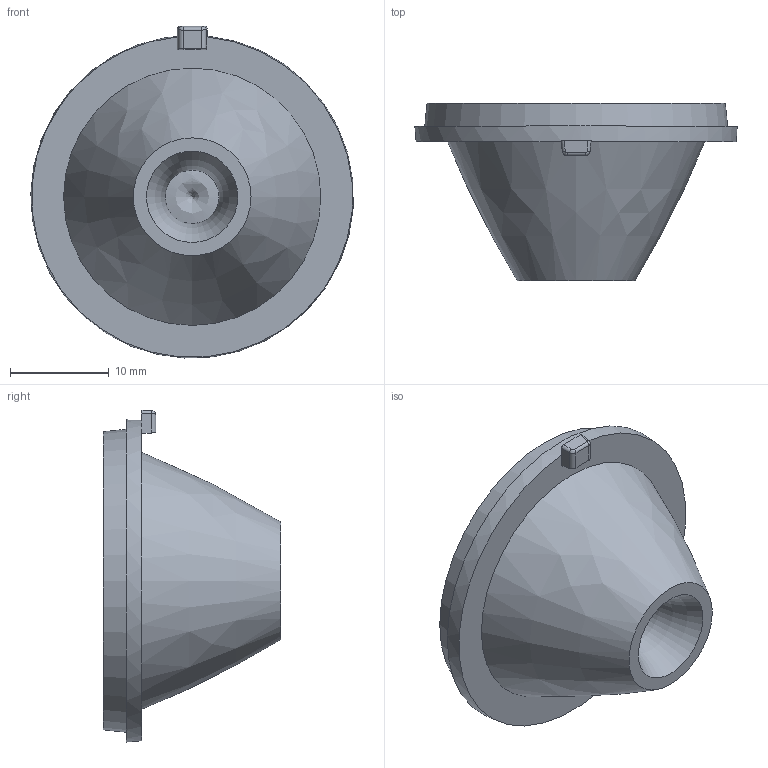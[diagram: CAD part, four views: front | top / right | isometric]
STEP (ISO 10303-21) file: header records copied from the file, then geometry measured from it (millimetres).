
FILE_DESCRIPTION(('STEP AP203'),'1');
FILE_NAME('LLC25E-commercial.stp','2020-04-29T06:14:42',(' '),(' '),'Spatial InterOp 3D',' ',' ');
FILE_SCHEMA(('CONFIG_CONTROL_DESIGN'));
Length unit declared in the file: millimetre
Products named in the file (1): LLC25E-commercial
Bounding box: 32.6 x 17.95 x 33.57 mm (x, y, z)
Volume: 6420.8 mm3; surface area: 2706.8 mm2
Topology: 1 solids, 1 shells, 24 faces, 55 edges, 34 vertices
Faces by surface type: plane 8, cylinder 5, bspline 5, cone 5, torus 1
Entity records: 838 total; most frequent: CARTESIAN_POINT 302, DIRECTION 101, ORIENTED_EDGE 86, AXIS2_PLACEMENT_3D 43, EDGE_CURVE 43, VERTEX_POINT 32, EDGE_LOOP 31, FACE_OUTER_BOUND 25
